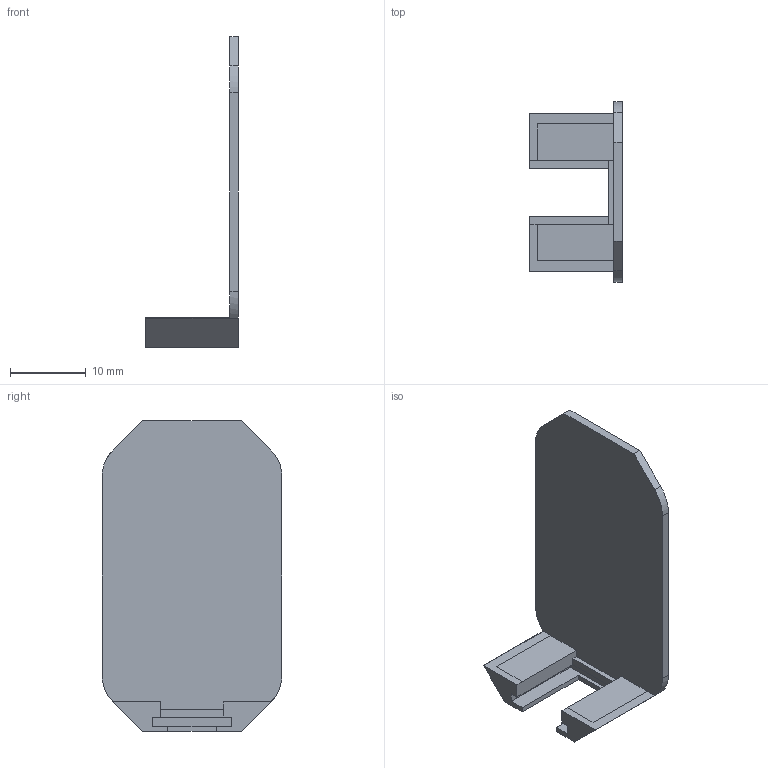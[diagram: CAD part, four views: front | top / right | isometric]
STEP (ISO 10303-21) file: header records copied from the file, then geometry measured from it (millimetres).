
FILE_DESCRIPTION(('HOOPS Exchange Step'),'2;1');
FILE_NAME('LED Diffuser Flat.stp','2026-02-24T08:43:00-05:00',('RED'),('Unknown organisation'),'HOOPS Exchange 2025.8','HOOPS Exchange','Unknown authorisation');
FILE_SCHEMA( ('AP203_CONFIGURATION_CONTROLLED_3D_DESIGN_OF_MECHANICAL_PARTS_AND_ASSEMBLIES_MIM_LF') );
Length unit declared in the file: millimetre
Products named in the file (1): root
Bounding box: 12.25 x 23.75 x 41.07 mm (x, y, z)
Volume: 1401.3 mm3; surface area: 2470 mm2
Topology: 1 solids, 1 shells, 33 faces, 94 edges, 63 vertices
Faces by surface type: plane 29, cylinder 4
Entity records: 1090 total; most frequent: CARTESIAN_POINT 191, ORIENTED_EDGE 188, DIRECTION 172, EDGE_CURVE 94, VECTOR 84, LINE 84, VERTEX_POINT 63, AXIS2_PLACEMENT_3D 44
